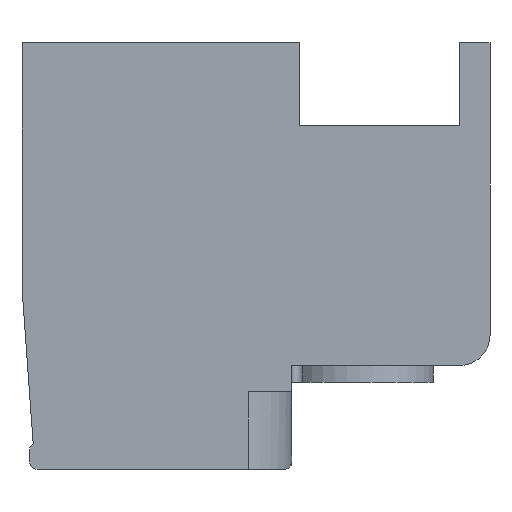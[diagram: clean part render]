
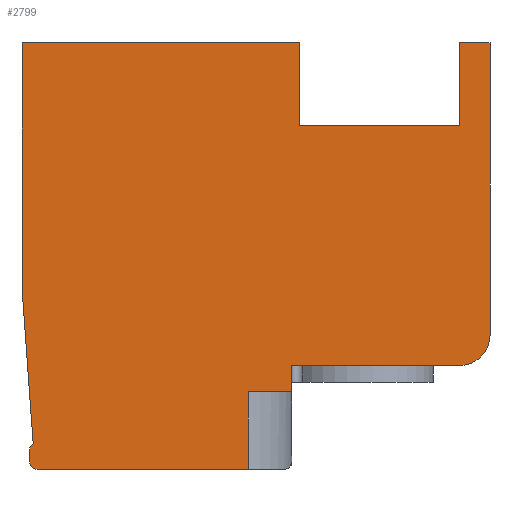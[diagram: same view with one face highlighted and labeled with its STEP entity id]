
A CAD part, front view. The second image highlights one B-rep face of the part: STEP entity #2799.
In plain terms, the highlighted planar face has unit normal (0, -1, 0).
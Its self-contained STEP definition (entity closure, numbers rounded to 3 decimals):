
#1=DIRECTION('',(0.,0.,1.));
#2=VECTOR('',#1,2.05);
#3=CARTESIAN_POINT('',(-0.15,0.,-6.175));
#4=LINE('',#3,#2);
#5=DIRECTION('',(-1.,0.,0.));
#6=VECTOR('',#5,5.6);
#7=CARTESIAN_POINT('',(-0.15,0.,-6.175));
#8=LINE('',#7,#6);
#9=CARTESIAN_POINT('',(-5.75,0.,-5.975));
#10=DIRECTION('',(0.,1.,0.));
#11=DIRECTION('',(0.,0.,-1.));
#12=AXIS2_PLACEMENT_3D('',#9,#10,#11);
#14=DIRECTION('',(0.,0.,1.));
#15=VECTOR('',#14,0.3);
#16=CARTESIAN_POINT('',(-5.95,0.,-5.975));
#17=LINE('',#16,#15);
#18=CARTESIAN_POINT('',(-5.75,0.,-5.675));
#19=DIRECTION('',(0.,1.,0.));
#20=DIRECTION('',(-1.,0.,0.));
#21=AXIS2_PLACEMENT_3D('',#18,#19,#20);
#23=DIRECTION('',(-0.072,0.,0.997));
#24=VECTOR('',#23,4.13);
#25=CARTESIAN_POINT('',(-5.854,0.,-5.504));
#26=LINE('',#25,#24);
#27=DIRECTION('',(0.,0.,1.));
#28=VECTOR('',#27,6.51);
#29=CARTESIAN_POINT('',(-6.15,0.,-1.385));
#30=LINE('',#29,#28);
#31=DIRECTION('',(1.,0.,0.));
#32=VECTOR('',#31,7.35);
#33=CARTESIAN_POINT('',(-6.15,0.,5.125));
#34=LINE('',#33,#32);
#35=DIRECTION('',(0.,0.,-1.));
#36=VECTOR('',#35,2.2);
#37=CARTESIAN_POINT('',(1.2,0.,5.125));
#38=LINE('',#37,#36);
#39=DIRECTION('',(1.,0.,0.));
#40=VECTOR('',#39,4.25);
#41=CARTESIAN_POINT('',(1.2,0.,2.925));
#42=LINE('',#41,#40);
#43=DIRECTION('',(0.,0.,1.));
#44=VECTOR('',#43,2.2);
#45=CARTESIAN_POINT('',(5.45,0.,2.925));
#46=LINE('',#45,#44);
#47=DIRECTION('',(1.,0.,0.));
#48=VECTOR('',#47,0.8);
#49=CARTESIAN_POINT('',(5.45,0.,5.125));
#50=LINE('',#49,#48);
#51=DIRECTION('',(0.,0.,-1.));
#52=VECTOR('',#51,7.75);
#53=CARTESIAN_POINT('',(6.25,0.,5.125));
#54=LINE('',#53,#52);
#55=CARTESIAN_POINT('',(5.45,0.,-2.625));
#56=DIRECTION('',(0.,1.,0.));
#57=DIRECTION('',(1.,0.,0.));
#58=AXIS2_PLACEMENT_3D('',#55,#56,#57);
#60=DIRECTION('',(-1.,0.,0.));
#61=VECTOR('',#60,4.45);
#62=CARTESIAN_POINT('',(5.45,0.,-3.425));
#63=LINE('',#62,#61);
#64=DIRECTION('',(0.,0.,-1.));
#65=VECTOR('',#64,0.7);
#66=CARTESIAN_POINT('',(1.,0.,-3.425));
#67=LINE('',#66,#65);
#68=DIRECTION('',(1.,0.,0.));
#69=VECTOR('',#68,1.15);
#70=CARTESIAN_POINT('',(-0.15,0.,-4.125));
#71=LINE('',#70,#69);
#2140=CARTESIAN_POINT('',(6.25,0.,5.125));
#2141=CARTESIAN_POINT('',(6.25,0.,-2.625));
#2142=VERTEX_POINT('',#2140);
#2143=VERTEX_POINT('',#2141);
#2144=CARTESIAN_POINT('',(5.45,0.,-3.425));
#2145=VERTEX_POINT('',#2144);
#2146=CARTESIAN_POINT('',(1.,0.,-3.425));
#2147=VERTEX_POINT('',#2146);
#2148=CARTESIAN_POINT('',(-5.75,0.,-6.175));
#2149=CARTESIAN_POINT('',(-5.95,0.,-5.975));
#2150=VERTEX_POINT('',#2148);
#2151=VERTEX_POINT('',#2149);
#2152=CARTESIAN_POINT('',(-5.95,0.,-5.675));
#2153=VERTEX_POINT('',#2152);
#2154=CARTESIAN_POINT('',(-5.854,0.,-5.504));
#2155=VERTEX_POINT('',#2154);
#2156=CARTESIAN_POINT('',(-6.15,0.,-1.385));
#2157=VERTEX_POINT('',#2156);
#2158=CARTESIAN_POINT('',(-6.15,0.,5.125));
#2159=VERTEX_POINT('',#2158);
#2160=CARTESIAN_POINT('',(1.2,0.,5.125));
#2161=CARTESIAN_POINT('',(1.2,0.,2.925));
#2162=VERTEX_POINT('',#2160);
#2163=VERTEX_POINT('',#2161);
#2164=CARTESIAN_POINT('',(5.45,0.,2.925));
#2165=VERTEX_POINT('',#2164);
#2166=CARTESIAN_POINT('',(5.45,0.,5.125));
#2167=VERTEX_POINT('',#2166);
#2618=CARTESIAN_POINT('',(-0.15,0.,-6.175));
#2619=CARTESIAN_POINT('',(-0.15,0.,-4.125));
#2620=VERTEX_POINT('',#2618);
#2621=VERTEX_POINT('',#2619);
#2622=CARTESIAN_POINT('',(1.,0.,-4.125));
#2623=VERTEX_POINT('',#2622);
#2758=CARTESIAN_POINT('',(0.,0.,0.));
#2759=DIRECTION('',(0.,1.,0.));
#2760=DIRECTION('',(1.,0.,0.));
#2761=AXIS2_PLACEMENT_3D('',#2758,#2759,#2760);
#2762=PLANE('',#2761);
#2764=ORIENTED_EDGE('',*,*,#2763,.F.);
#2766=ORIENTED_EDGE('',*,*,#2765,.T.);
#2768=ORIENTED_EDGE('',*,*,#2767,.T.);
#2770=ORIENTED_EDGE('',*,*,#2769,.T.);
#2772=ORIENTED_EDGE('',*,*,#2771,.T.);
#2774=ORIENTED_EDGE('',*,*,#2773,.T.);
#2776=ORIENTED_EDGE('',*,*,#2775,.T.);
#2778=ORIENTED_EDGE('',*,*,#2777,.T.);
#2780=ORIENTED_EDGE('',*,*,#2779,.T.);
#2782=ORIENTED_EDGE('',*,*,#2781,.T.);
#2784=ORIENTED_EDGE('',*,*,#2783,.T.);
#2786=ORIENTED_EDGE('',*,*,#2785,.T.);
#2788=ORIENTED_EDGE('',*,*,#2787,.T.);
#2790=ORIENTED_EDGE('',*,*,#2789,.T.);
#2792=ORIENTED_EDGE('',*,*,#2791,.T.);
#2794=ORIENTED_EDGE('',*,*,#2793,.T.);
#2796=ORIENTED_EDGE('',*,*,#2795,.F.);
#2797=EDGE_LOOP('',(#2764,#2766,#2768,#2770,#2772,#2774,#2776,#2778,#2780,#2782,
#2784,#2786,#2788,#2790,#2792,#2794,#2796));
#2798=FACE_OUTER_BOUND('',#2797,.F.);
#2799=ADVANCED_FACE('',(#2798),#2762,.F.);
#13=CIRCLE('',#12,0.2);
#22=CIRCLE('',#21,0.2);
#59=CIRCLE('',#58,0.8);
#2763=EDGE_CURVE('',#2620,#2621,#4,.T.);
#2765=EDGE_CURVE('',#2620,#2150,#8,.T.);
#2767=EDGE_CURVE('',#2150,#2151,#13,.T.);
#2769=EDGE_CURVE('',#2151,#2153,#17,.T.);
#2771=EDGE_CURVE('',#2153,#2155,#22,.T.);
#2773=EDGE_CURVE('',#2155,#2157,#26,.T.);
#2775=EDGE_CURVE('',#2157,#2159,#30,.T.);
#2777=EDGE_CURVE('',#2159,#2162,#34,.T.);
#2779=EDGE_CURVE('',#2162,#2163,#38,.T.);
#2781=EDGE_CURVE('',#2163,#2165,#42,.T.);
#2783=EDGE_CURVE('',#2165,#2167,#46,.T.);
#2785=EDGE_CURVE('',#2167,#2142,#50,.T.);
#2787=EDGE_CURVE('',#2142,#2143,#54,.T.);
#2789=EDGE_CURVE('',#2143,#2145,#59,.T.);
#2791=EDGE_CURVE('',#2145,#2147,#63,.T.);
#2793=EDGE_CURVE('',#2147,#2623,#67,.T.);
#2795=EDGE_CURVE('',#2621,#2623,#71,.T.);
